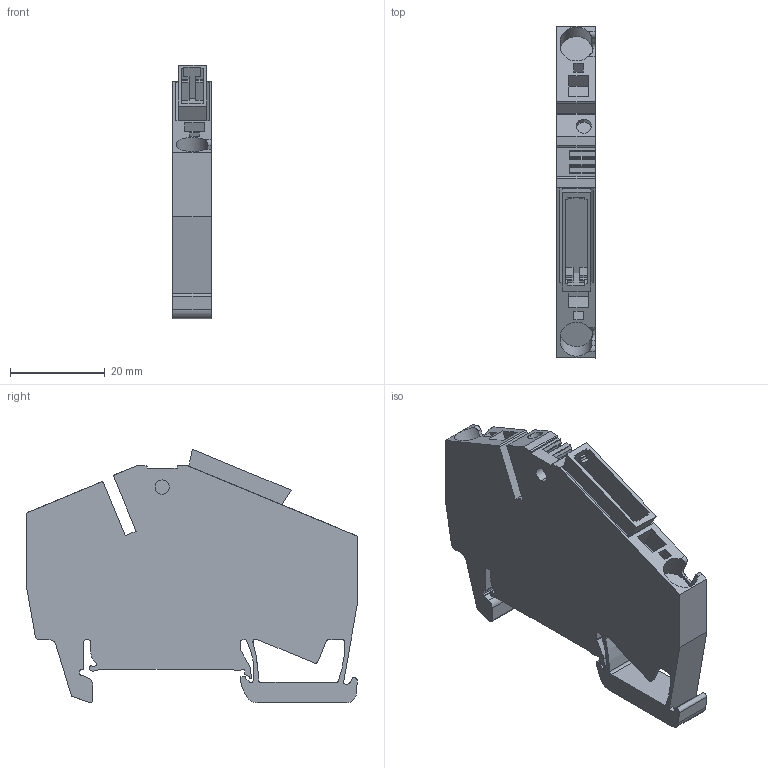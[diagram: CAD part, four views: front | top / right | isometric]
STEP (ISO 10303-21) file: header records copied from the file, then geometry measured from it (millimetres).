
FILE_DESCRIPTION(('CATIA V5R22 STEP214','CAx-IF Rec.Pracs.--- Model Styling and Organization---1.4--- 2014-01-23'),'2;1');
FILE_NAME ('022630-2_0', '2021-04-13T04:54:50+00:00', ('Weidmueller Interface'), ('Weidmueller'), 'CATIA Version 5-6 Release 2016 SP3 HF44', 'CATIA V5 STEP AP214', 'none');
FILE_SCHEMA(('AUTOMOTIVE_DESIGN { 1 0 10303 214 1 1 1 1 }'));
Length unit declared in the file: millimetre
Products named in the file (1): KFZ-Sicherungsklemme_AllCATPart
Bounding box: 8.1 x 69.95 x 53.44 mm (x, y, z)
Volume: 19043.3 mm3; surface area: 10089.7 mm2
Topology: 2 solids, 2 shells, 273 faces, 811 edges, 552 vertices
Faces by surface type: plane 180, cylinder 93
Entity records: 8904 total; most frequent: CARTESIAN_POINT 1664, ORIENTED_EDGE 1622, DIRECTION 1278, EDGE_CURVE 811, VECTOR 610, LINE 610, VERTEX_POINT 552, AXIS2_PLACEMENT_3D 428
